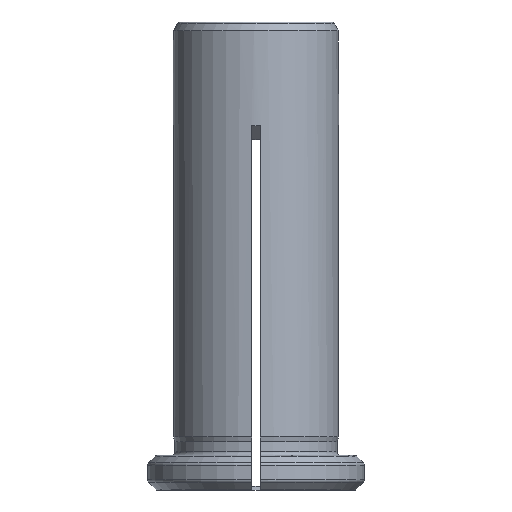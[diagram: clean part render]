
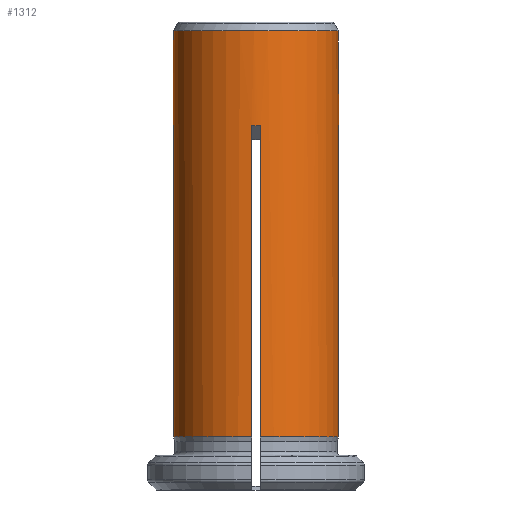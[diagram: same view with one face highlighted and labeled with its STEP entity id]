
A CAD part, front view. The second image highlights one B-rep face of the part: STEP entity #1312.
In plain terms, the highlighted cylindrical face has radius 9.525 mm (diameter 19.05 mm), a full revolution.
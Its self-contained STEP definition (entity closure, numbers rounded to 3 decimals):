
#159=ELLIPSE('',#1412,13.47,9.525);
#160=ELLIPSE('',#1414,13.47,9.525);
#161=ELLIPSE('',#1416,13.47,9.525);
#162=ELLIPSE('',#1418,13.47,9.525);
#183=LINE('',#1954,#251);
#184=LINE('',#1958,#252);
#185=LINE('',#1962,#253);
#186=LINE('',#1966,#254);
#187=LINE('',#1970,#255);
#188=LINE('',#1974,#256);
#189=LINE('',#1978,#257);
#190=LINE('',#1982,#258);
#251=VECTOR('',#1591,1000.);
#252=VECTOR('',#1594,1000.);
#253=VECTOR('',#1597,1000.);
#254=VECTOR('',#1600,1000.);
#255=VECTOR('',#1603,1000.);
#256=VECTOR('',#1606,1000.);
#257=VECTOR('',#1609,1000.);
#258=VECTOR('',#1612,1000.);
#333=ORIENTED_EDGE('',*,*,#757,.F.);
#334=ORIENTED_EDGE('',*,*,#758,.F.);
#335=ORIENTED_EDGE('',*,*,#759,.T.);
#336=ORIENTED_EDGE('',*,*,#760,.T.);
#337=ORIENTED_EDGE('',*,*,#761,.F.);
#338=ORIENTED_EDGE('',*,*,#762,.F.);
#339=ORIENTED_EDGE('',*,*,#763,.T.);
#340=ORIENTED_EDGE('',*,*,#764,.T.);
#341=ORIENTED_EDGE('',*,*,#765,.F.);
#342=ORIENTED_EDGE('',*,*,#766,.F.);
#343=ORIENTED_EDGE('',*,*,#767,.T.);
#344=ORIENTED_EDGE('',*,*,#768,.T.);
#345=ORIENTED_EDGE('',*,*,#769,.F.);
#346=ORIENTED_EDGE('',*,*,#770,.F.);
#347=ORIENTED_EDGE('',*,*,#771,.T.);
#348=ORIENTED_EDGE('',*,*,#772,.T.);
#349=ORIENTED_EDGE('',*,*,#773,.F.);
#757=EDGE_CURVE('',#969,#969,#1089,.F.);
#758=EDGE_CURVE('',#970,#971,#1090,.F.);
#759=EDGE_CURVE('',#970,#972,#183,.T.);
#760=EDGE_CURVE('',#972,#973,#159,.F.);
#761=EDGE_CURVE('',#974,#973,#184,.T.);
#762=EDGE_CURVE('',#975,#974,#1091,.F.);
#763=EDGE_CURVE('',#975,#976,#185,.T.);
#764=EDGE_CURVE('',#976,#977,#160,.F.);
#765=EDGE_CURVE('',#978,#977,#186,.T.);
#766=EDGE_CURVE('',#979,#978,#1092,.F.);
#767=EDGE_CURVE('',#979,#980,#187,.T.);
#768=EDGE_CURVE('',#980,#981,#161,.F.);
#769=EDGE_CURVE('',#982,#981,#188,.T.);
#770=EDGE_CURVE('',#983,#982,#1093,.F.);
#771=EDGE_CURVE('',#983,#984,#189,.T.);
#772=EDGE_CURVE('',#984,#985,#162,.F.);
#773=EDGE_CURVE('',#971,#985,#190,.T.);
#969=VERTEX_POINT('',#1950);
#970=VERTEX_POINT('',#1952);
#971=VERTEX_POINT('',#1953);
#972=VERTEX_POINT('',#1955);
#973=VERTEX_POINT('',#1957);
#974=VERTEX_POINT('',#1959);
#975=VERTEX_POINT('',#1961);
#976=VERTEX_POINT('',#1963);
#977=VERTEX_POINT('',#1965);
#978=VERTEX_POINT('',#1967);
#979=VERTEX_POINT('',#1969);
#980=VERTEX_POINT('',#1971);
#981=VERTEX_POINT('',#1973);
#982=VERTEX_POINT('',#1975);
#983=VERTEX_POINT('',#1977);
#984=VERTEX_POINT('',#1979);
#985=VERTEX_POINT('',#1981);
#1089=CIRCLE('',#1410,9.525);
#1090=CIRCLE('',#1411,9.525);
#1091=CIRCLE('',#1413,9.525);
#1092=CIRCLE('',#1415,9.525);
#1093=CIRCLE('',#1417,9.525);
#1143=EDGE_LOOP('',(#333));
#1144=EDGE_LOOP('',(#334,#335,#336,#337,#338,#339,#340,#341,#342,#343,#344,
#345,#346,#347,#348,#349));
#1223=FACE_BOUND('',#1143,.T.);
#1224=FACE_BOUND('',#1144,.T.);
#1300=CYLINDRICAL_SURFACE('',#1409,9.525);
#1312=ADVANCED_FACE('',(#1223,#1224),#1300,.T.);
#1409=AXIS2_PLACEMENT_3D('',#1948,#1585,#1586);
#1410=AXIS2_PLACEMENT_3D('',#1949,#1587,#1588);
#1411=AXIS2_PLACEMENT_3D('',#1951,#1589,#1590);
#1412=AXIS2_PLACEMENT_3D('',#1956,#1592,#1593);
#1413=AXIS2_PLACEMENT_3D('',#1960,#1595,#1596);
#1414=AXIS2_PLACEMENT_3D('',#1964,#1598,#1599);
#1415=AXIS2_PLACEMENT_3D('',#1968,#1601,#1602);
#1416=AXIS2_PLACEMENT_3D('',#1972,#1604,#1605);
#1417=AXIS2_PLACEMENT_3D('',#1976,#1607,#1608);
#1418=AXIS2_PLACEMENT_3D('',#1980,#1610,#1611);
#1585=DIRECTION('',(0.,0.,1.));
#1586=DIRECTION('',(1.,0.,0.));
#1587=DIRECTION('',(0.,0.,-1.));
#1588=DIRECTION('',(-1.,0.,0.));
#1589=DIRECTION('',(0.,0.,1.));
#1590=DIRECTION('',(1.,0.,0.));
#1591=DIRECTION('',(0.,0.,1.));
#1592=DIRECTION('',(0.,-0.707,-0.707));
#1593=DIRECTION('',(0.,-0.707,0.707));
#1594=DIRECTION('',(0.,0.,1.));
#1595=DIRECTION('',(0.,0.,1.));
#1596=DIRECTION('',(1.,0.,0.));
#1597=DIRECTION('',(0.,0.,1.));
#1598=DIRECTION('',(0.707,0.,-0.707));
#1599=DIRECTION('',(0.707,0.,0.707));
#1600=DIRECTION('',(0.,0.,1.));
#1601=DIRECTION('',(0.,0.,1.));
#1602=DIRECTION('',(1.,0.,0.));
#1603=DIRECTION('',(0.,0.,1.));
#1604=DIRECTION('',(0.,0.707,-0.707));
#1605=DIRECTION('',(0.,0.707,0.707));
#1606=DIRECTION('',(0.,0.,1.));
#1607=DIRECTION('',(0.,0.,1.));
#1608=DIRECTION('',(1.,0.,0.));
#1609=DIRECTION('',(0.,0.,1.));
#1610=DIRECTION('',(-0.707,0.,-0.707));
#1611=DIRECTION('',(-0.707,0.,0.707));
#1612=DIRECTION('',(0.,0.,1.));
#1948=CARTESIAN_POINT('',(0.,0.,60.));
#1949=CARTESIAN_POINT('',(0.,0.,48.973));
#1950=CARTESIAN_POINT('',(-9.525,0.,48.973));
#1951=CARTESIAN_POINT('',(0.,0.,2.127));
#1952=CARTESIAN_POINT('',(-0.5,-9.512,2.127));
#1953=CARTESIAN_POINT('',(-9.512,-0.5,2.127));
#1954=CARTESIAN_POINT('',(-0.5,-9.512,60.));
#1955=CARTESIAN_POINT('',(-0.5,-9.512,38.012));
#1956=CARTESIAN_POINT('',(0.,0.,28.5));
#1957=CARTESIAN_POINT('',(0.5,-9.512,38.012));
#1958=CARTESIAN_POINT('',(0.5,-9.512,60.));
#1959=CARTESIAN_POINT('',(0.5,-9.512,2.127));
#1960=CARTESIAN_POINT('',(0.,0.,2.127));
#1961=CARTESIAN_POINT('',(9.512,-0.5,2.127));
#1962=CARTESIAN_POINT('',(9.512,-0.5,60.));
#1963=CARTESIAN_POINT('',(9.512,-0.5,38.012));
#1964=CARTESIAN_POINT('',(0.,0.,28.5));
#1965=CARTESIAN_POINT('',(9.512,0.5,38.012));
#1966=CARTESIAN_POINT('',(9.512,0.5,60.));
#1967=CARTESIAN_POINT('',(9.512,0.5,2.127));
#1968=CARTESIAN_POINT('',(0.,0.,2.127));
#1969=CARTESIAN_POINT('',(0.5,9.512,2.127));
#1970=CARTESIAN_POINT('',(0.5,9.512,60.));
#1971=CARTESIAN_POINT('',(0.5,9.512,38.012));
#1972=CARTESIAN_POINT('',(0.,0.,28.5));
#1973=CARTESIAN_POINT('',(-0.5,9.512,38.012));
#1974=CARTESIAN_POINT('',(-0.5,9.512,60.));
#1975=CARTESIAN_POINT('',(-0.5,9.512,2.127));
#1976=CARTESIAN_POINT('',(0.,0.,2.127));
#1977=CARTESIAN_POINT('',(-9.512,0.5,2.127));
#1978=CARTESIAN_POINT('',(-9.512,0.5,60.));
#1979=CARTESIAN_POINT('',(-9.512,0.5,38.012));
#1980=CARTESIAN_POINT('',(0.,0.,28.5));
#1981=CARTESIAN_POINT('',(-9.512,-0.5,38.012));
#1982=CARTESIAN_POINT('',(-9.512,-0.5,60.));
